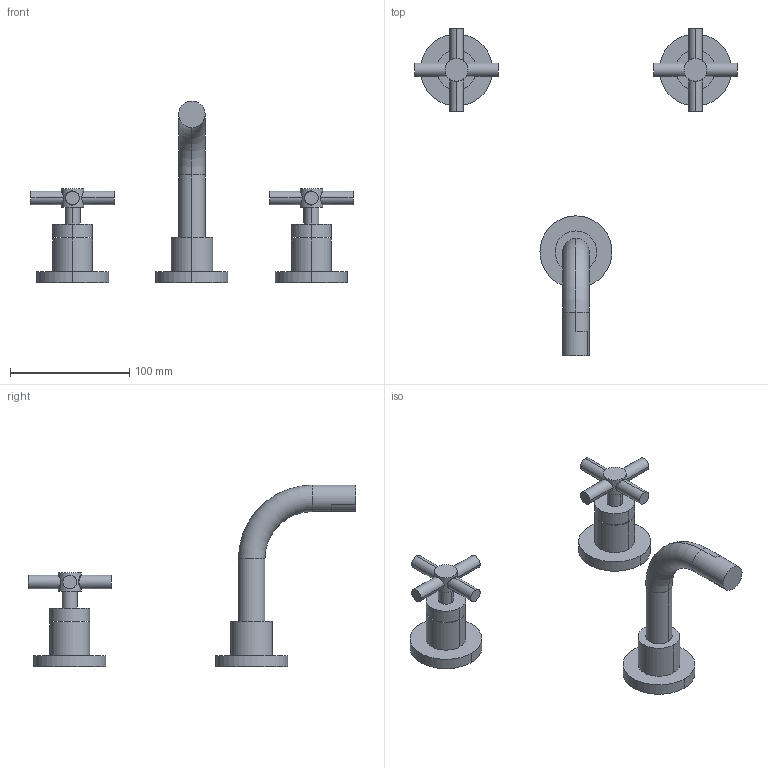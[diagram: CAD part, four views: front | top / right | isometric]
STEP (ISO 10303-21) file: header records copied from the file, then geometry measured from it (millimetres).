
FILE_DESCRIPTION((''),'2;1');
FILE_NAME('3-995_SW0002','2020-12-01T11:39:10',('rsmith'),(''),'CREO PARAMETRIC BY PTC INC, 2018400','CREO PARAMETRIC BY PTC INC, 2018400','');
FILE_SCHEMA(('AUTOMOTIVE_DESIGN { 1 0 10303 214 1 1 1 1 }'));
Length unit declared in the file: inch
Products named in the file (1): 3-995_SW0002
Bounding box: 269.88 x 274.7 x 152.34 mm (x, y, z)
Volume: 276167.4 mm3; surface area: 60229.6 mm2
Topology: 5 solids, 5 shells, 72 faces, 150 edges, 104 vertices
Faces by surface type: cylinder 44, plane 26, torus 2
Entity records: 4025 total; most frequent: CARTESIAN_POINT 1000, DIRECTION 346, ORIENTED_EDGE 300, PRESENTATION_STYLE_ASSIGNMENT 226, STYLED_ITEM 155, CURVE_STYLE 150, EDGE_CURVE 150, COLOUR_RGB 149
